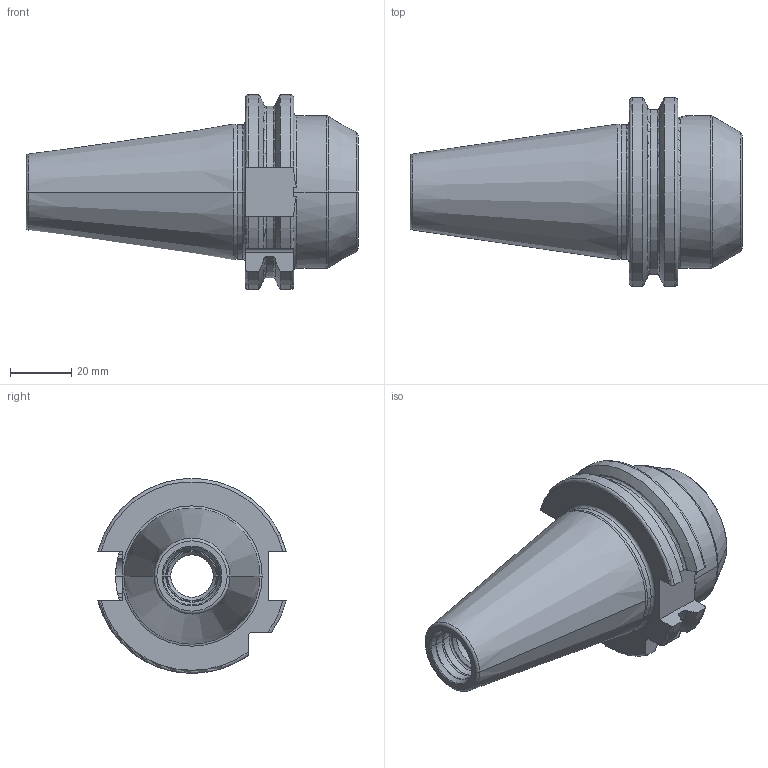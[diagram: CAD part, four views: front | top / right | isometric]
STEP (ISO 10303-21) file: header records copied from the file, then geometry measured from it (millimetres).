
FILE_DESCRIPTION((''),'2;1');
FILE_NAME('40-305-20','2011-08-31T',('mei'),(''),'PRO/ENGINEER BY PARAMETRIC TECHNOLOGY CORPORATION, 2010430','PRO/ENGINEER BY PARAMETRIC TECHNOLOGY CORPORATION, 2010430','');
FILE_SCHEMA(('CONFIG_CONTROL_DESIGN'));
Length unit declared in the file: millimetre
Products named in the file (1): 40-305-20
Bounding box: 108.25 x 61.42 x 63.51 mm (x, y, z)
Volume: 121004.1 mm3; surface area: 27154.3 mm2
Topology: 1 solids, 3 shells, 101 faces, 267 edges, 169 vertices
Faces by surface type: torus 30, cylinder 28, plane 25, cone 18
Entity records: 3576 total; most frequent: CARTESIAN_POINT 1024, DIRECTION 541, ORIENTED_EDGE 522, EDGE_CURVE 267, AXIS2_PLACEMENT_3D 222, VERTEX_POINT 169, CIRCLE 120, EDGE_LOOP 106
